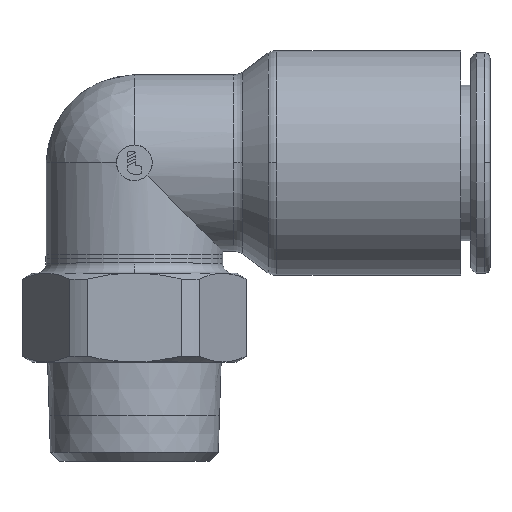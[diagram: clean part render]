
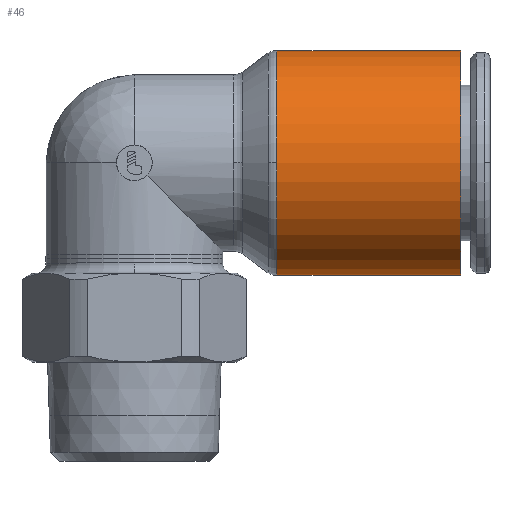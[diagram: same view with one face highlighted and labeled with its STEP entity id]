
A CAD part, top view. The second image highlights one B-rep face of the part: STEP entity #46.
In plain terms, the highlighted cylindrical face has radius 11 mm (diameter 22 mm), a partial arc.
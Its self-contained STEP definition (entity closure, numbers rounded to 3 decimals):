
#46=ADVANCED_FACE('',(#152),#153,.T.);
#152=FACE_OUTER_BOUND('',#375,.T.);
#153=CYLINDRICAL_SURFACE('',#376,11.0);
#375=EDGE_LOOP('',(#598,#599,#600,#601,#602));
#376=AXIS2_PLACEMENT_3D('',#603,#604,#605);
#598=ORIENTED_EDGE('',*,*,#1421,.F.);
#599=ORIENTED_EDGE('',*,*,#1422,.T.);
#600=ORIENTED_EDGE('',*,*,#1423,.T.);
#601=ORIENTED_EDGE('',*,*,#1424,.F.);
#602=ORIENTED_EDGE('',*,*,#1425,.F.);
#603=CARTESIAN_POINT('',(22.95,19.498,0.0));
#604=DIRECTION('',(1.0,0.0,0.0));
#605=DIRECTION('',(0.0,1.0,0.0));
#1421=EDGE_CURVE('',#1675,#1676,#1677,.T.);
#1422=EDGE_CURVE('',#1675,#1678,#1679,.T.);
#1423=EDGE_CURVE('',#1678,#1680,#1681,.T.);
#1424=EDGE_CURVE('',#1682,#1680,#1683,.T.);
#1425=EDGE_CURVE('',#1676,#1682,#1684,.T.);
#1675=VERTEX_POINT('',#2091);
#1676=VERTEX_POINT('',#2092);
#1677=LINE('',#2093,#2094);
#1678=VERTEX_POINT('',#2095);
#1679=CIRCLE('',#2096,11.0);
#1680=VERTEX_POINT('',#2097);
#1681=CIRCLE('',#2098,11.0);
#1682=VERTEX_POINT('',#2099);
#1683=LINE('',#2100,#2101);
#1684=CIRCLE('',#2102,11.0);
#2091=CARTESIAN_POINT('',(13.95,30.498,0.0));
#2092=CARTESIAN_POINT('',(31.95,30.498,0.0));
#2093=CARTESIAN_POINT('',(22.95,30.498,0.));
#2094=VECTOR('',#3025,1.0);
#2095=CARTESIAN_POINT('',(13.95,19.498,11.0));
#2096=AXIS2_PLACEMENT_3D('',#3026,#3027,#3028);
#2097=CARTESIAN_POINT('',(13.95,8.498,0.));
#2098=AXIS2_PLACEMENT_3D('',#3029,#3030,#3031);
#2099=CARTESIAN_POINT('',(31.95,8.498,0.));
#2100=CARTESIAN_POINT('',(22.95,8.498,0.));
#2101=VECTOR('',#3032,1.0);
#2102=AXIS2_PLACEMENT_3D('',#3033,#3034,#3035);
#3025=DIRECTION('',(1.0,0.0,0.0));
#3026=CARTESIAN_POINT('',(13.95,19.498,0.0));
#3027=DIRECTION('',(1.0,0.0,0.0));
#3028=DIRECTION('',(0.0,1.0,0.0));
#3029=CARTESIAN_POINT('',(13.95,19.498,0.0));
#3030=DIRECTION('',(1.0,0.0,0.0));
#3031=DIRECTION('',(0.0,1.0,0.0));
#3032=DIRECTION('',(-1.0,-0.0,-0.0));
#3033=CARTESIAN_POINT('',(31.95,19.498,0.0));
#3034=DIRECTION('',(1.0,0.0,0.0));
#3035=DIRECTION('',(0.0,1.0,0.0));
